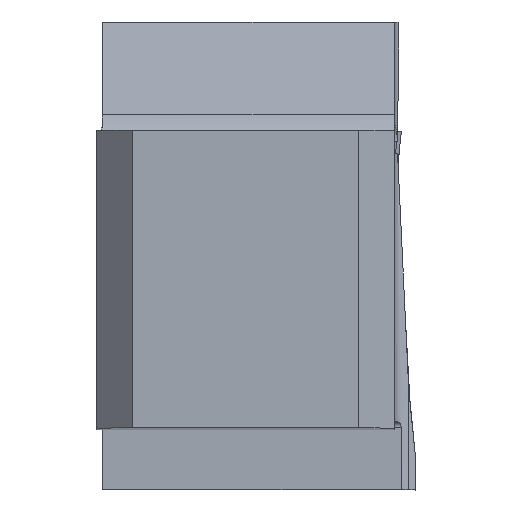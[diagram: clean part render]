
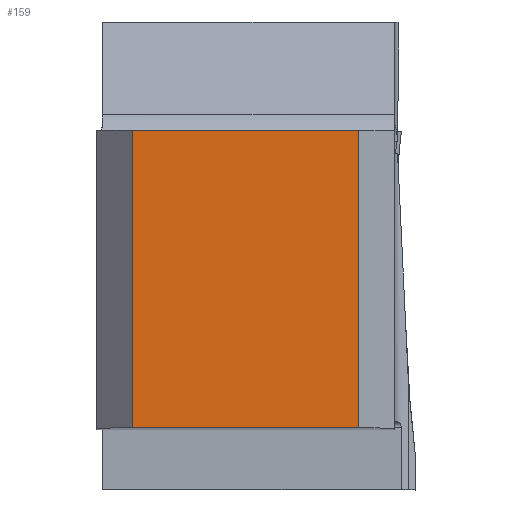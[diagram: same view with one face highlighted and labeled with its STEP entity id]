
A CAD part, top view. The second image highlights one B-rep face of the part: STEP entity #159.
In plain terms, the highlighted planar face has unit normal (0, 0, 1).
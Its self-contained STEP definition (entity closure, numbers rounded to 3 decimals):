
#159=ADVANCED_FACE('CU_BACK_SU1',(#292),#229,.F.);
#229=PLANE('',#1708);
#292=FACE_OUTER_BOUND('',#369,.T.);
#369=EDGE_LOOP('',(#618,#619,#620,#621));
#618=ORIENTED_EDGE('',*,*,#1168,.F.);
#619=ORIENTED_EDGE('',*,*,#1131,.F.);
#620=ORIENTED_EDGE('',*,*,#1169,.T.);
#621=ORIENTED_EDGE('',*,*,#1164,.T.);
#973=VERTEX_POINT('',#2385);
#974=VERTEX_POINT('',#2387);
#993=VERTEX_POINT('',#2478);
#994=VERTEX_POINT('',#2480);
#1131=EDGE_CURVE('',#973,#974,#1321,.T.);
#1164=EDGE_CURVE('',#994,#993,#1346,.T.);
#1168=EDGE_CURVE('',#974,#993,#1349,.T.);
#1169=EDGE_CURVE('',#973,#994,#1350,.T.);
#1321=LINE('',#2386,#1477);
#1346=LINE('',#2479,#1502);
#1349=LINE('',#2486,#1505);
#1350=LINE('',#2487,#1506);
#1477=VECTOR('',#1899,1.);
#1502=VECTOR('',#1954,1.);
#1505=VECTOR('',#1961,1.);
#1506=VECTOR('',#1962,1.);
#1708=AXIS2_PLACEMENT_3D('',#2488,#1963,#1964);
#1899=DIRECTION('',(1.,0.,0.));
#1954=DIRECTION('',(1.,0.,0.));
#1961=DIRECTION('',(0.,-1.,0.));
#1962=DIRECTION('',(0.,-1.,0.));
#1963=DIRECTION('',(0.,0.,-1.));
#1964=DIRECTION('',(1.,0.,0.));
#2385=CARTESIAN_POINT('',(3.,24.925,0.));
#2386=CARTESIAN_POINT('',(110.,24.925,0.));
#2387=CARTESIAN_POINT('',(21.925,24.925,0.));
#2478=CARTESIAN_POINT('',(21.925,0.,0.));
#2479=CARTESIAN_POINT('',(110.,0.,0.));
#2480=CARTESIAN_POINT('',(3.,0.,0.));
#2486=CARTESIAN_POINT('',(21.925,0.,0.));
#2487=CARTESIAN_POINT('',(3.,0.,0.));
#2488=CARTESIAN_POINT('',(-23.246,44.925,0.));
